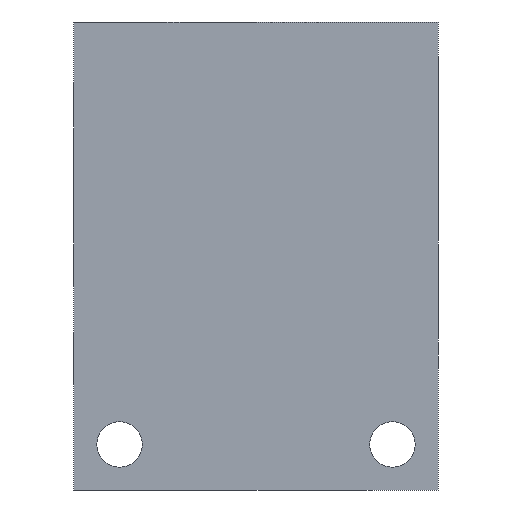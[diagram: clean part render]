
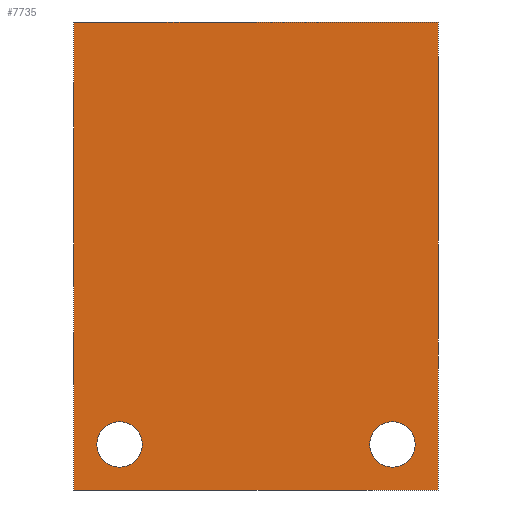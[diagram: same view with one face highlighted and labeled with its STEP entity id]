
A CAD part, front view. The second image highlights one B-rep face of the part: STEP entity #7735.
In plain terms, the highlighted planar face has unit normal (0, -1, 0).
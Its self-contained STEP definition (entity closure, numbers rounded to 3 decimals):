
#27=CIRCLE('',#8017,2.781);
#28=CIRCLE('',#8018,2.781);
#30=CIRCLE('',#8021,2.781);
#31=CIRCLE('',#8022,2.781);
#136=FACE_BOUND('',#1180,.T.);
#137=FACE_BOUND('',#1181,.T.);
#392=PLANE('',#8064);
#762=FACE_OUTER_BOUND('',#1179,.T.);
#1179=EDGE_LOOP('',(#6782,#6783,#6784,#6785));
#1180=EDGE_LOOP('',(#6786,#6787));
#1181=EDGE_LOOP('',(#6788,#6789));
#1527=LINE('',#11682,#2314);
#1976=LINE('',#13064,#2763);
#1979=LINE('',#13074,#2766);
#1982=LINE('',#13083,#2769);
#2314=VECTOR('',#8605,10.);
#2763=VECTOR('',#9452,10.);
#2766=VECTOR('',#9461,10.);
#2769=VECTOR('',#9470,10.);
#3326=VERTEX_POINT('',#11675);
#3329=VERTEX_POINT('',#11680);
#3648=VERTEX_POINT('',#12915);
#3649=VERTEX_POINT('',#12916);
#3651=VERTEX_POINT('',#12923);
#3652=VERTEX_POINT('',#12924);
#3682=VERTEX_POINT('',#13063);
#3686=VERTEX_POINT('',#13073);
#4206=EDGE_CURVE('',#3326,#3329,#1527,.T.);
#4684=EDGE_CURVE('',#3648,#3649,#27,.T.);
#4685=EDGE_CURVE('',#3649,#3648,#28,.T.);
#4688=EDGE_CURVE('',#3651,#3652,#30,.T.);
#4689=EDGE_CURVE('',#3652,#3651,#31,.T.);
#4731=EDGE_CURVE('',#3682,#3326,#1976,.T.);
#4736=EDGE_CURVE('',#3686,#3329,#1979,.T.);
#4741=EDGE_CURVE('',#3682,#3686,#1982,.T.);
#6782=ORIENTED_EDGE('',*,*,#4731,.T.);
#6783=ORIENTED_EDGE('',*,*,#4206,.T.);
#6784=ORIENTED_EDGE('',*,*,#4736,.F.);
#6785=ORIENTED_EDGE('',*,*,#4741,.F.);
#6786=ORIENTED_EDGE('',*,*,#4684,.T.);
#6787=ORIENTED_EDGE('',*,*,#4685,.T.);
#6788=ORIENTED_EDGE('',*,*,#4688,.T.);
#6789=ORIENTED_EDGE('',*,*,#4689,.T.);
#7735=ADVANCED_FACE('',(#762,#136,#137),#392,.T.);
#8017=AXIS2_PLACEMENT_3D('',#12917,#9357,#9358);
#8018=AXIS2_PLACEMENT_3D('',#12918,#9359,#9360);
#8021=AXIS2_PLACEMENT_3D('',#12925,#9366,#9367);
#8022=AXIS2_PLACEMENT_3D('',#12926,#9368,#9369);
#8064=AXIS2_PLACEMENT_3D('',#13082,#9468,#9469);
#8605=DIRECTION('',(0.,0.,1.));
#9357=DIRECTION('center_axis',(0.,1.,0.));
#9358=DIRECTION('ref_axis',(1.,0.,0.));
#9359=DIRECTION('center_axis',(0.,1.,0.));
#9360=DIRECTION('ref_axis',(1.,0.,0.));
#9366=DIRECTION('center_axis',(0.,1.,0.));
#9367=DIRECTION('ref_axis',(1.,0.,0.));
#9368=DIRECTION('center_axis',(0.,1.,0.));
#9369=DIRECTION('ref_axis',(1.,0.,0.));
#9452=DIRECTION('',(1.,0.,0.));
#9461=DIRECTION('',(1.,0.,0.));
#9468=DIRECTION('center_axis',(0.,-1.,0.));
#9469=DIRECTION('ref_axis',(1.,0.,0.));
#9470=DIRECTION('',(0.,0.,1.));
#11675=CARTESIAN_POINT('',(44.45,0.,0.));
#11680=CARTESIAN_POINT('',(44.45,0.,57.15));
#11682=CARTESIAN_POINT('',(44.45,0.,0.));
#12915=CARTESIAN_POINT('',(8.344,0.,5.563));
#12916=CARTESIAN_POINT('',(2.781,0.,5.563));
#12917=CARTESIAN_POINT('Origin',(5.563,0.,5.563));
#12918=CARTESIAN_POINT('Origin',(5.563,0.,5.563));
#12923=CARTESIAN_POINT('',(41.669,0.,5.563));
#12924=CARTESIAN_POINT('',(36.106,0.,5.563));
#12925=CARTESIAN_POINT('Origin',(38.887,0.,5.563));
#12926=CARTESIAN_POINT('Origin',(38.887,0.,5.563));
#13063=CARTESIAN_POINT('',(0.,0.,0.));
#13064=CARTESIAN_POINT('',(0.,0.,0.));
#13073=CARTESIAN_POINT('',(0.,0.,57.15));
#13074=CARTESIAN_POINT('',(0.,0.,57.15));
#13082=CARTESIAN_POINT('Origin',(0.,0.,0.));
#13083=CARTESIAN_POINT('',(0.,0.,0.));
